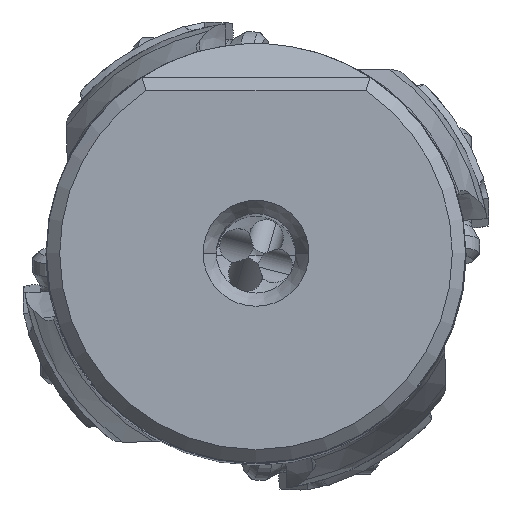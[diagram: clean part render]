
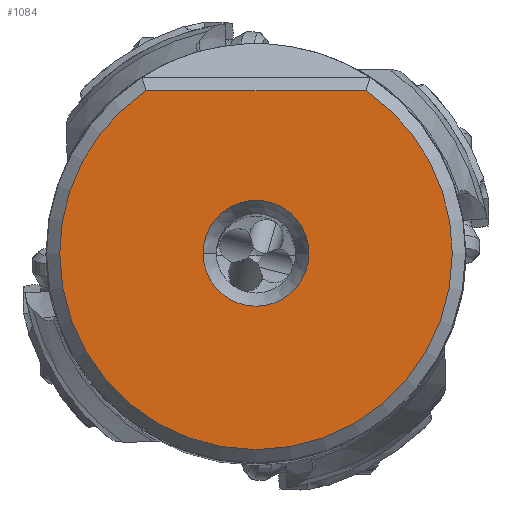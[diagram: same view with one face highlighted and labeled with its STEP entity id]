
A CAD part, top view. The second image highlights one B-rep face of the part: STEP entity #1084.
In plain terms, the highlighted planar face has unit normal (0, 0, 1).
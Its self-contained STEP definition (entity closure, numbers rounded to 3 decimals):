
#1084=ADVANCED_FACE('',(#1512,#1513),#1431,.T.);
#1431=PLANE('',#7019);
#1512=FACE_BOUND('',#1542,.T.);
#1513=FACE_BOUND('',#1543,.T.);
#1542=EDGE_LOOP('',(#2370,#2371,#2372,#2373));
#1543=EDGE_LOOP('',(#2374,#2375));
#1904=LINE('',#9789,#2137);
#2137=VECTOR('',#7887,1.);
#2370=ORIENTED_EDGE('',*,*,#5239,.F.);
#2371=ORIENTED_EDGE('',*,*,#5240,.F.);
#2372=ORIENTED_EDGE('',*,*,#5241,.F.);
#2373=ORIENTED_EDGE('',*,*,#5242,.F.);
#2374=ORIENTED_EDGE('',*,*,#5243,.F.);
#2375=ORIENTED_EDGE('',*,*,#5244,.F.);
#4508=VERTEX_POINT('',#9783);
#4509=VERTEX_POINT('',#9784);
#4510=VERTEX_POINT('',#9786);
#4511=VERTEX_POINT('',#9788);
#4512=VERTEX_POINT('',#9791);
#4513=VERTEX_POINT('',#9792);
#5239=EDGE_CURVE('',#4508,#4509,#6308,.T.);
#5240=EDGE_CURVE('',#4510,#4508,#6309,.T.);
#5241=EDGE_CURVE('',#4511,#4510,#6310,.T.);
#5242=EDGE_CURVE('',#4509,#4511,#1904,.T.);
#5243=EDGE_CURVE('',#4512,#4513,#6311,.T.);
#5244=EDGE_CURVE('',#4513,#4512,#6312,.T.);
#6308=CIRCLE('',#7014,14.836);
#6309=CIRCLE('',#7015,14.836);
#6310=CIRCLE('',#7016,14.836);
#6311=CIRCLE('',#7017,4.);
#6312=CIRCLE('',#7018,4.);
#7014=AXIS2_PLACEMENT_3D('',#9782,#7881,#7882);
#7015=AXIS2_PLACEMENT_3D('',#9785,#7883,#7884);
#7016=AXIS2_PLACEMENT_3D('',#9787,#7885,#7886);
#7017=AXIS2_PLACEMENT_3D('',#9790,#7888,#7889);
#7018=AXIS2_PLACEMENT_3D('',#9793,#7890,#7891);
#7019=AXIS2_PLACEMENT_3D('',#9794,#7892,#7893);
#7881=DIRECTION('',(0.,0.,-1.));
#7882=DIRECTION('',(-1.,0.,0.));
#7883=DIRECTION('',(0.,0.,-1.));
#7884=DIRECTION('',(1.,0.,0.));
#7885=DIRECTION('',(0.,0.,-1.));
#7886=DIRECTION('',(0.561,0.828,0.));
#7887=DIRECTION('',(1.,0.,0.));
#7888=DIRECTION('',(0.,0.,1.));
#7889=DIRECTION('',(-1.,0.,0.));
#7890=DIRECTION('',(0.,0.,1.));
#7891=DIRECTION('',(1.,0.,0.));
#7892=DIRECTION('',(0.,0.,1.));
#7893=DIRECTION('',(1.,0.,0.));
#9782=CARTESIAN_POINT('',(0.,0.,0.));
#9783=CARTESIAN_POINT('',(-14.836,0.,0.));
#9784=CARTESIAN_POINT('',(-8.318,12.285,0.));
#9785=CARTESIAN_POINT('',(0.,0.,0.));
#9786=CARTESIAN_POINT('',(14.836,0.,0.));
#9787=CARTESIAN_POINT('',(0.,0.,0.));
#9788=CARTESIAN_POINT('',(8.318,12.285,0.));
#9789=CARTESIAN_POINT('',(-8.318,12.285,0.));
#9790=CARTESIAN_POINT('',(0.,0.,0.));
#9791=CARTESIAN_POINT('',(-4.,0.,0.));
#9792=CARTESIAN_POINT('',(4.,0.,0.));
#9793=CARTESIAN_POINT('',(0.,0.,0.));
#9794=CARTESIAN_POINT('',(-0.001,-1.276,0.));
